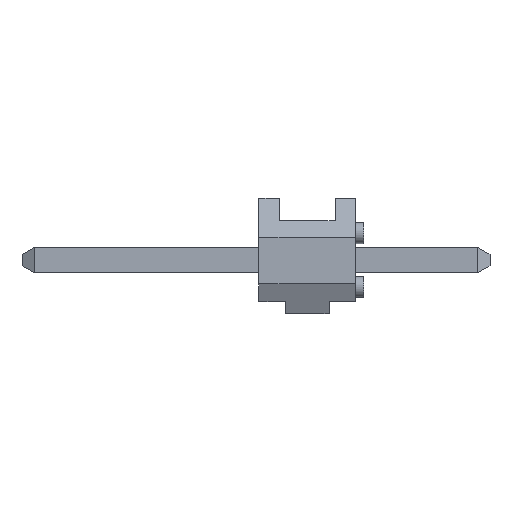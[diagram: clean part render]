
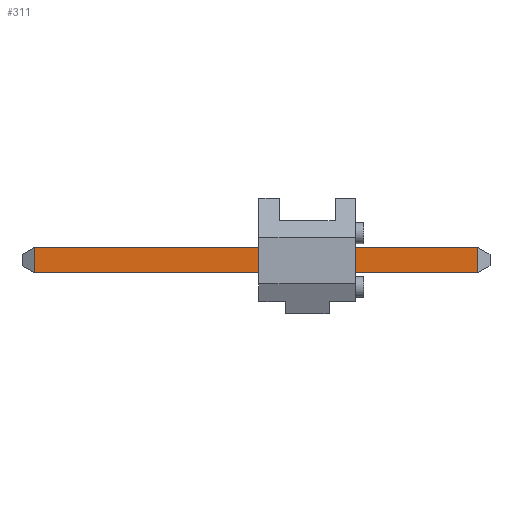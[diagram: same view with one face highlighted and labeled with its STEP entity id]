
A CAD part, left-side view. The second image highlights one B-rep face of the part: STEP entity #311.
In plain terms, the highlighted planar face has unit normal (-1, 0, 0).
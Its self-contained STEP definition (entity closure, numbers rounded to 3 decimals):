
#14 = EDGE_LOOP ( 'NONE', ( #758, #1762, #1156, #1888 ) ) ;
#45 = LINE ( 'NONE', #1210, #1734 ) ;
#86 = VERTEX_POINT ( 'NONE', #1477 ) ;
#115 = CARTESIAN_POINT ( 'NONE',  ( -1.58, 7.95, -0.41 ) ) ;
#311 = ADVANCED_FACE ( 'NONE', ( #2101 ), #1497, .F. ) ;
#347 = EDGE_CURVE ( 'NONE', #86, #1748, #1046, .T. ) ;
#349 = CARTESIAN_POINT ( 'NONE',  ( -1.58, 8.25, -0.41 ) ) ;
#415 = DIRECTION ( 'NONE',  ( 0., -1., 0. ) ) ;
#515 = DIRECTION ( 'NONE',  ( 0., 0., -1. ) ) ;
#666 = DIRECTION ( 'NONE',  ( 0., 0., 1. ) ) ;
#707 = CARTESIAN_POINT ( 'NONE',  ( -1.58, 7.95, -0.41 ) ) ;
#758 = ORIENTED_EDGE ( 'NONE', *, *, #1367, .T. ) ;
#760 = CARTESIAN_POINT ( 'NONE',  ( -1.58, -2.75, 0.21 ) ) ;
#890 = AXIS2_PLACEMENT_3D ( 'NONE', #1099, #1909, #2275 ) ;
#923 = DIRECTION ( 'NONE',  ( 0., -1., 0. ) ) ;
#1046 = LINE ( 'NONE', #2445, #2348 ) ;
#1066 = VERTEX_POINT ( 'NONE', #115 ) ;
#1099 = CARTESIAN_POINT ( 'NONE',  ( -1.58, 8.25, 0.21 ) ) ;
#1150 = VECTOR ( 'NONE', #515, 1000. ) ;
#1156 = ORIENTED_EDGE ( 'NONE', *, *, #1512, .F. ) ;
#1176 = CARTESIAN_POINT ( 'NONE',  ( -1.58, 7.95, 0.21 ) ) ;
#1210 = CARTESIAN_POINT ( 'NONE',  ( -1.58, 8.25, 0.21 ) ) ;
#1367 = EDGE_CURVE ( 'NONE', #1066, #86, #1536, .T. ) ;
#1477 = CARTESIAN_POINT ( 'NONE',  ( -1.58, -2.75, -0.41 ) ) ;
#1497 = PLANE ( 'NONE',  #890 ) ;
#1512 = EDGE_CURVE ( 'NONE', #2501, #1748, #45, .T. ) ;
#1536 = LINE ( 'NONE', #349, #1816 ) ;
#1734 = VECTOR ( 'NONE', #415, 1000. ) ;
#1748 = VERTEX_POINT ( 'NONE', #760 ) ;
#1762 = ORIENTED_EDGE ( 'NONE', *, *, #347, .T. ) ;
#1816 = VECTOR ( 'NONE', #923, 1000. ) ;
#1888 = ORIENTED_EDGE ( 'NONE', *, *, #2361, .T. ) ;
#1909 = DIRECTION ( 'NONE',  ( 1., 0., 0. ) ) ;
#2101 = FACE_OUTER_BOUND ( 'NONE', #14, .T. ) ;
#2275 = DIRECTION ( 'NONE',  ( 0., 0., -1. ) ) ;
#2348 = VECTOR ( 'NONE', #666, 1000. ) ;
#2361 = EDGE_CURVE ( 'NONE', #2501, #1066, #2450, .T. ) ;
#2445 = CARTESIAN_POINT ( 'NONE',  ( -1.58, -2.75, 0.21 ) ) ;
#2450 = LINE ( 'NONE', #707, #1150 ) ;
#2501 = VERTEX_POINT ( 'NONE', #1176 ) ;
